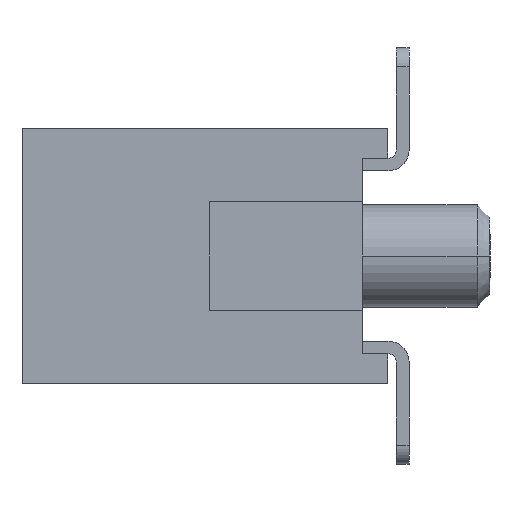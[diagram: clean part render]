
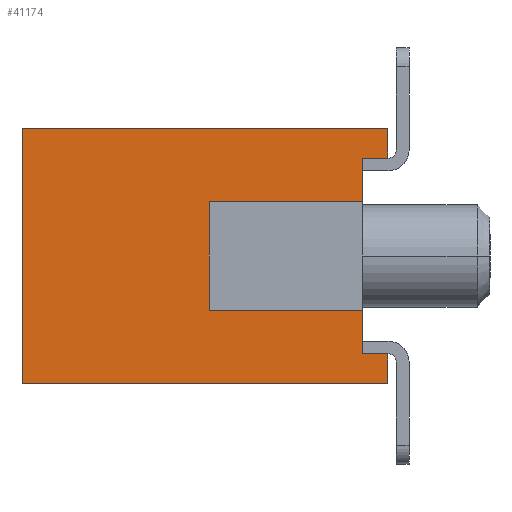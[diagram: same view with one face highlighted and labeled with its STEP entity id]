
A CAD part, left-side view. The second image highlights one B-rep face of the part: STEP entity #41174.
In plain terms, the highlighted planar face has unit normal (-1, 0, 0).
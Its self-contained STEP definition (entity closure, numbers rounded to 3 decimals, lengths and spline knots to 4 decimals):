
#9=DIRECTION('',(0.,0.,1.));
#10=VECTOR('',#9,0.35);
#11=CARTESIAN_POINT('',(-12.925,0.,1.15));
#12=LINE('',#11,#10);
#345=DIRECTION('',(0.,0.,1.));
#346=VECTOR('',#345,0.35);
#347=CARTESIAN_POINT('',(-12.925,0.,-1.5));
#348=LINE('',#347,#346);
#4915=DIRECTION('',(0.,0.,1.));
#4916=VECTOR('',#4915,0.515);
#4917=CARTESIAN_POINT('',(-12.925,0.3,-1.15));
#4918=LINE('',#4917,#4916);
#4919=DIRECTION('',(0.,1.,0.));
#4920=VECTOR('',#4919,0.3);
#4921=CARTESIAN_POINT('',(-12.925,0.,-1.15));
#4922=LINE('',#4921,#4920);
#4923=DIRECTION('',(0.,1.,0.));
#4924=VECTOR('',#4923,4.3);
#4925=CARTESIAN_POINT('',(-12.925,0.,-1.5));
#4926=LINE('',#4925,#4924);
#4927=DIRECTION('',(0.,1.,0.));
#4928=VECTOR('',#4927,0.3);
#4929=CARTESIAN_POINT('',(-12.925,0.,1.15));
#4930=LINE('',#4929,#4928);
#4931=DIRECTION('',(0.,0.,1.));
#4932=VECTOR('',#4931,0.515);
#4933=CARTESIAN_POINT('',(-12.925,0.3,0.635));
#4934=LINE('',#4933,#4932);
#4935=DIRECTION('',(0.,-1.,0.));
#4936=VECTOR('',#4935,1.8);
#4937=CARTESIAN_POINT('',(-12.925,2.1,0.635));
#4938=LINE('',#4937,#4936);
#4939=DIRECTION('',(0.,0.,-1.));
#4940=VECTOR('',#4939,1.27);
#4941=CARTESIAN_POINT('',(-12.925,2.1,0.635));
#4942=LINE('',#4941,#4940);
#4943=DIRECTION('',(0.,-1.,0.));
#4944=VECTOR('',#4943,1.8);
#4945=CARTESIAN_POINT('',(-12.925,2.1,-0.635));
#4946=LINE('',#4945,#4944);
#5023=DIRECTION('',(0.,1.,0.));
#5024=VECTOR('',#5023,4.3);
#5025=CARTESIAN_POINT('',(-12.925,0.,1.5));
#5026=LINE('',#5025,#5024);
#5027=DIRECTION('',(0.,0.,1.));
#5028=VECTOR('',#5027,3.);
#5029=CARTESIAN_POINT('',(-12.925,4.3,-1.5));
#5030=LINE('',#5029,#5028);
#29165=CARTESIAN_POINT('',(-12.925,0.,1.5));
#29167=VERTEX_POINT('',#29165);
#29170=CARTESIAN_POINT('',(-12.925,0.,-1.5));
#29172=VERTEX_POINT('',#29170);
#29173=CARTESIAN_POINT('',(-12.925,4.3,-1.5));
#29174=CARTESIAN_POINT('',(-12.925,4.3,1.5));
#29175=VERTEX_POINT('',#29173);
#29176=VERTEX_POINT('',#29174);
#29181=CARTESIAN_POINT('',(-12.925,0.,-1.15));
#29182=CARTESIAN_POINT('',(-12.925,0.3,-1.15));
#29183=VERTEX_POINT('',#29181);
#29184=VERTEX_POINT('',#29182);
#29185=CARTESIAN_POINT('',(-12.925,0.,1.15));
#29186=CARTESIAN_POINT('',(-12.925,0.3,1.15));
#29187=VERTEX_POINT('',#29185);
#29188=VERTEX_POINT('',#29186);
#29463=CARTESIAN_POINT('',(-12.925,0.3,-0.635));
#29464=VERTEX_POINT('',#29463);
#29465=CARTESIAN_POINT('',(-12.925,0.3,0.635));
#29466=VERTEX_POINT('',#29465);
#29467=CARTESIAN_POINT('',(-12.925,2.1,0.635));
#29468=CARTESIAN_POINT('',(-12.925,2.1,-0.635));
#29469=VERTEX_POINT('',#29467);
#29470=VERTEX_POINT('',#29468);
#41149=CARTESIAN_POINT('',(-12.925,0.,-1.5));
#41150=DIRECTION('',(-1.,0.,0.));
#41151=DIRECTION('',(0.,0.,1.));
#41152=AXIS2_PLACEMENT_3D('',#41149,#41150,#41151);
#41153=PLANE('',#41152);
#41154=ORIENTED_EDGE('',*,*,#39040,.F.);
#41155=ORIENTED_EDGE('',*,*,#40744,.F.);
#41156=ORIENTED_EDGE('',*,*,#38398,.F.);
#41158=ORIENTED_EDGE('',*,*,#41157,.T.);
#41160=ORIENTED_EDGE('',*,*,#41159,.T.);
#41162=ORIENTED_EDGE('',*,*,#41161,.F.);
#41163=ORIENTED_EDGE('',*,*,#38222,.F.);
#41164=ORIENTED_EDGE('',*,*,#39020,.T.);
#41165=ORIENTED_EDGE('',*,*,#39048,.F.);
#41167=ORIENTED_EDGE('',*,*,#41166,.F.);
#41169=ORIENTED_EDGE('',*,*,#41168,.T.);
#41171=ORIENTED_EDGE('',*,*,#41170,.T.);
#41172=EDGE_LOOP('',(#41154,#41155,#41156,#41158,#41160,#41162,#41163,#41164,
#41165,#41167,#41169,#41171));
#41173=FACE_OUTER_BOUND('',#41172,.F.);
#38222=EDGE_CURVE('',#29187,#29167,#12,.T.);
#38398=EDGE_CURVE('',#29172,#29183,#348,.T.);
#39020=EDGE_CURVE('',#29187,#29188,#4930,.T.);
#39040=EDGE_CURVE('',#29184,#29464,#4918,.T.);
#39048=EDGE_CURVE('',#29466,#29188,#4934,.T.);
#40744=EDGE_CURVE('',#29183,#29184,#4922,.T.);
#41157=EDGE_CURVE('',#29172,#29175,#4926,.T.);
#41159=EDGE_CURVE('',#29175,#29176,#5030,.T.);
#41161=EDGE_CURVE('',#29167,#29176,#5026,.T.);
#41166=EDGE_CURVE('',#29469,#29466,#4938,.T.);
#41168=EDGE_CURVE('',#29469,#29470,#4942,.T.);
#41170=EDGE_CURVE('',#29470,#29464,#4946,.T.);
#41174=ADVANCED_FACE('',(#41173),#41153,.T.);
